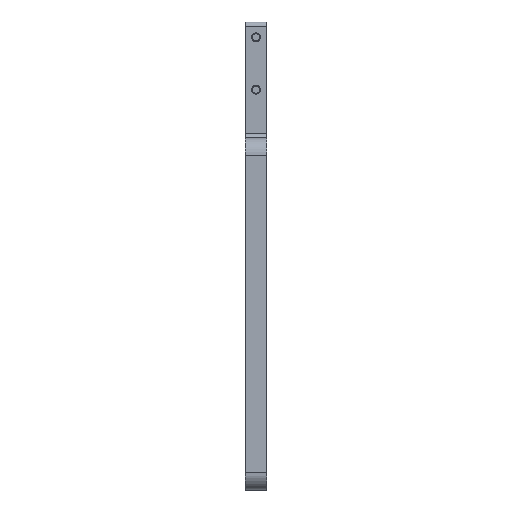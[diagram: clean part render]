
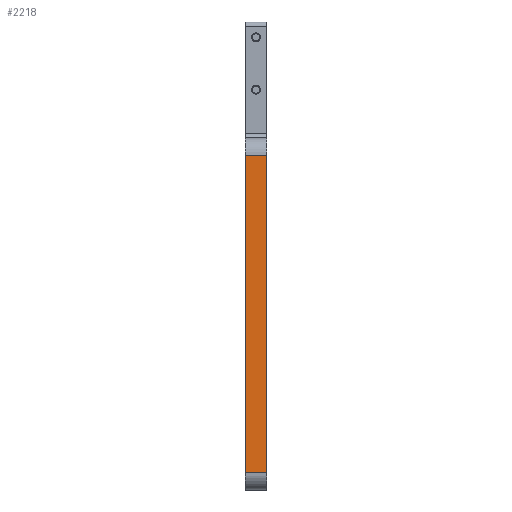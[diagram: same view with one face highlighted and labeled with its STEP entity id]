
A CAD part, left-side view. The second image highlights one B-rep face of the part: STEP entity #2218.
In plain terms, the highlighted planar face has unit normal (-1, 0, 0).
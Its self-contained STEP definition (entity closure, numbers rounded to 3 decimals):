
#110 = LINE ( 'NONE', #1141, #1944 ) ;
#197 = VERTEX_POINT ( 'NONE', #334 ) ;
#203 = VERTEX_POINT ( 'NONE', #2462 ) ;
#206 = AXIS2_PLACEMENT_3D ( 'NONE', #1991, #1140, #2643 ) ;
#334 = CARTESIAN_POINT ( 'NONE',  ( -88., 0., -73.9 ) ) ;
#341 = ORIENTED_EDGE ( 'NONE', *, *, #1175, .T. ) ;
#371 = CARTESIAN_POINT ( 'NONE',  ( -88., 0., 71.06 ) ) ;
#529 = FACE_OUTER_BOUND ( 'NONE', #2681, .T. ) ;
#537 = ORIENTED_EDGE ( 'NONE', *, *, #1674, .T. ) ;
#623 = ORIENTED_EDGE ( 'NONE', *, *, #1724, .F. ) ;
#635 = CARTESIAN_POINT ( 'NONE',  ( -88., 10., 71.06 ) ) ;
#643 = EDGE_CURVE ( 'NONE', #203, #2180, #110, .T. ) ;
#763 = VECTOR ( 'NONE', #1693, 1000. ) ;
#851 = DIRECTION ( 'NONE',  ( 0., -1., 0. ) ) ;
#1111 = VECTOR ( 'NONE', #851, 1000. ) ;
#1140 = DIRECTION ( 'NONE',  ( 1., 0., 0. ) ) ;
#1141 = CARTESIAN_POINT ( 'NONE',  ( -88., 10., 0. ) ) ;
#1175 = EDGE_CURVE ( 'NONE', #197, #1205, #2268, .T. ) ;
#1205 = VERTEX_POINT ( 'NONE', #371 ) ;
#1310 = LINE ( 'NONE', #635, #763 ) ;
#1474 = DIRECTION ( 'NONE',  ( 0., 0., 1. ) ) ;
#1557 = ORIENTED_EDGE ( 'NONE', *, *, #643, .F. ) ;
#1674 = EDGE_CURVE ( 'NONE', #203, #197, #2031, .T. ) ;
#1693 = DIRECTION ( 'NONE',  ( 0., -1., 0. ) ) ;
#1724 = EDGE_CURVE ( 'NONE', #2180, #1205, #1310, .T. ) ;
#1754 = CARTESIAN_POINT ( 'NONE',  ( -88., 10., 71.06 ) ) ;
#1887 = CARTESIAN_POINT ( 'NONE',  ( -88., 10., -73.9 ) ) ;
#1944 = VECTOR ( 'NONE', #2198, 1000. ) ;
#1991 = CARTESIAN_POINT ( 'NONE',  ( -88., 10., 0. ) ) ;
#2031 = LINE ( 'NONE', #1887, #1111 ) ;
#2093 = CARTESIAN_POINT ( 'NONE',  ( -88., 0., 0. ) ) ;
#2180 = VERTEX_POINT ( 'NONE', #1754 ) ;
#2192 = VECTOR ( 'NONE', #1474, 1000. ) ;
#2198 = DIRECTION ( 'NONE',  ( 0., 0., 1. ) ) ;
#2218 = ADVANCED_FACE ( 'NONE', ( #529 ), #2606, .F. ) ;
#2268 = LINE ( 'NONE', #2093, #2192 ) ;
#2462 = CARTESIAN_POINT ( 'NONE',  ( -88., 10., -73.9 ) ) ;
#2606 = PLANE ( 'NONE',  #206 ) ;
#2643 = DIRECTION ( 'NONE',  ( 0., 0., -1. ) ) ;
#2681 = EDGE_LOOP ( 'NONE', ( #341, #623, #1557, #537 ) ) ;
